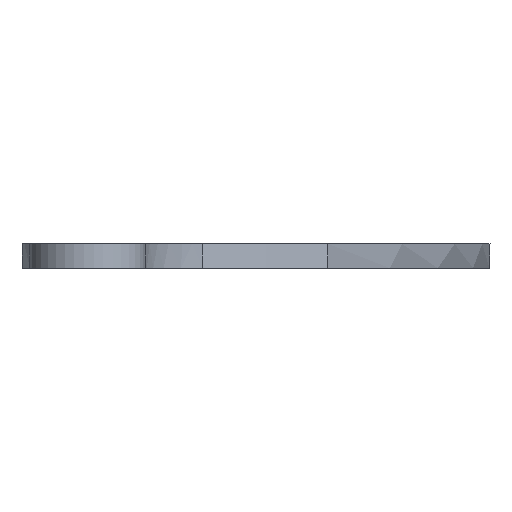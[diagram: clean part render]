
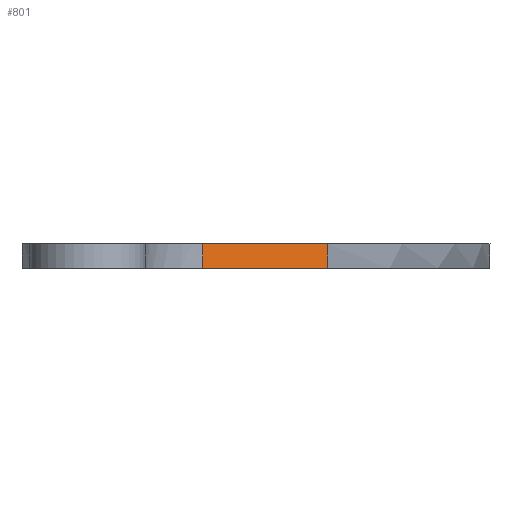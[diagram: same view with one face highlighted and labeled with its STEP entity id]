
A CAD part, left-side view. The second image highlights one B-rep face of the part: STEP entity #801.
In plain terms, the highlighted free-form (B-spline) face has degree [3, 1] with [12, 2] control points.
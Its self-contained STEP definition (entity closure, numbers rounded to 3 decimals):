
#28=B_SPLINE_SURFACE_WITH_KNOTS('',3,1,((#2526,#2527),(#2528,#2529),(#2530,
#2531),(#2532,#2533),(#2534,#2535),(#2536,#2537),(#2538,#2539),(#2540,#2541),
(#2542,#2543),(#2544,#2545),(#2546,#2547),(#2548,#2549)),.UNSPECIFIED.,
 .F.,.F.,.F.,(4,1,1,1,1,1,1,1,1,4),(2,2),(0.,1.917,3.834,
7.667,11.334,15.,16.212,17.423,
18.325,19.227),(0.,1.081),.UNSPECIFIED.);
#123=FACE_OUTER_BOUND('',#176,.T.);
#176=EDGE_LOOP('',(#724,#725,#726,#727));
#185=B_SPLINE_CURVE_WITH_KNOTS('',3,(#1072,#1073,#1074,#1075,#1076),
 .UNSPECIFIED.,.F.,.F.,(4,1,4),(-8.626,-5.158,-4.019),
 .UNSPECIFIED.);
#200=B_SPLINE_CURVE_WITH_KNOTS('',3,(#2188,#2189,#2190,#2191,#2192),
 .UNSPECIFIED.,.F.,.F.,(4,1,4),(-12.203,-11.488,-9.311),
 .UNSPECIFIED.);
#224=LINE('',#1342,#283);
#248=LINE('',#2415,#307);
#283=VECTOR('',#916,10.);
#307=VECTOR('',#966,10.);
#334=VERTEX_POINT('',#1055);
#335=VERTEX_POINT('',#1071);
#368=VERTEX_POINT('',#1326);
#390=VERTEX_POINT('',#2072);
#413=EDGE_CURVE('',#335,#334,#185,.T.);
#450=EDGE_CURVE('',#334,#368,#224,.T.);
#482=EDGE_CURVE('',#368,#390,#200,.T.);
#500=EDGE_CURVE('',#390,#335,#248,.T.);
#724=ORIENTED_EDGE('',*,*,#450,.T.);
#725=ORIENTED_EDGE('',*,*,#482,.T.);
#726=ORIENTED_EDGE('',*,*,#500,.T.);
#727=ORIENTED_EDGE('',*,*,#413,.T.);
#801=ADVANCED_FACE('',(#123),#28,.T.);
#916=DIRECTION('',(0.,0.,-1.));
#966=DIRECTION('',(0.,0.,1.));
#1055=CARTESIAN_POINT('',(73.142,88.66,6.3));
#1071=CARTESIAN_POINT('',(92.086,56.255,6.3));
#1072=CARTESIAN_POINT('Ctrl Pts',(92.086,56.255,6.3));
#1073=CARTESIAN_POINT('Ctrl Pts',(86.364,63.8,6.3));
#1074=CARTESIAN_POINT('Ctrl Pts',(80.416,75.39,6.3));
#1075=CARTESIAN_POINT('Ctrl Pts',(74.727,85.867,6.3));
#1076=CARTESIAN_POINT('Ctrl Pts',(73.142,88.66,6.3));
#1326=CARTESIAN_POINT('',(73.142,88.66,0.));
#1342=CARTESIAN_POINT('',(73.142,88.66,6.3));
#2072=CARTESIAN_POINT('',(92.086,56.255,0.));
#2188=CARTESIAN_POINT('Ctrl Pts',(73.142,88.66,0.));
#2189=CARTESIAN_POINT('Ctrl Pts',(74.727,85.867,0.));
#2190=CARTESIAN_POINT('Ctrl Pts',(80.416,75.39,0.));
#2191=CARTESIAN_POINT('Ctrl Pts',(86.364,63.8,0.));
#2192=CARTESIAN_POINT('Ctrl Pts',(92.086,56.255,0.));
#2415=CARTESIAN_POINT('',(92.086,56.255,6.3));
#2526=CARTESIAN_POINT('Ctrl Pts',(199.023,2.631,7.656));
#2527=CARTESIAN_POINT('Ctrl Pts',(199.023,2.631,-3.159));
#2528=CARTESIAN_POINT('Ctrl Pts',(193.159,1.671,7.656));
#2529=CARTESIAN_POINT('Ctrl Pts',(193.159,1.671,-3.159));
#2530=CARTESIAN_POINT('Ctrl Pts',(179.917,6.799,7.656));
#2531=CARTESIAN_POINT('Ctrl Pts',(179.917,6.799,-3.159));
#2532=CARTESIAN_POINT('Ctrl Pts',(156.362,14.75,7.656));
#2533=CARTESIAN_POINT('Ctrl Pts',(156.362,14.75,-3.159));
#2534=CARTESIAN_POINT('Ctrl Pts',(128.403,29.484,7.656));
#2535=CARTESIAN_POINT('Ctrl Pts',(128.403,29.484,-3.159));
#2536=CARTESIAN_POINT('Ctrl Pts',(94.807,47.192,7.656));
#2537=CARTESIAN_POINT('Ctrl Pts',(94.807,47.192,-3.159));
#2538=CARTESIAN_POINT('Ctrl Pts',(81.216,73.973,7.656));
#2539=CARTESIAN_POINT('Ctrl Pts',(81.216,73.973,-3.159));
#2540=CARTESIAN_POINT('Ctrl Pts',(72.072,90.739,7.656));
#2541=CARTESIAN_POINT('Ctrl Pts',(72.072,90.739,-3.159));
#2542=CARTESIAN_POINT('Ctrl Pts',(64.89,102.508,7.656));
#2543=CARTESIAN_POINT('Ctrl Pts',(64.89,102.508,-3.159));
#2544=CARTESIAN_POINT('Ctrl Pts',(55.439,97.45,7.656));
#2545=CARTESIAN_POINT('Ctrl Pts',(55.439,97.45,-3.159));
#2546=CARTESIAN_POINT('Ctrl Pts',(49.242,95.426,7.656));
#2547=CARTESIAN_POINT('Ctrl Pts',(49.242,95.426,-3.159));
#2548=CARTESIAN_POINT('Ctrl Pts',(47.018,93.894,7.656));
#2549=CARTESIAN_POINT('Ctrl Pts',(47.018,93.894,-3.159));
